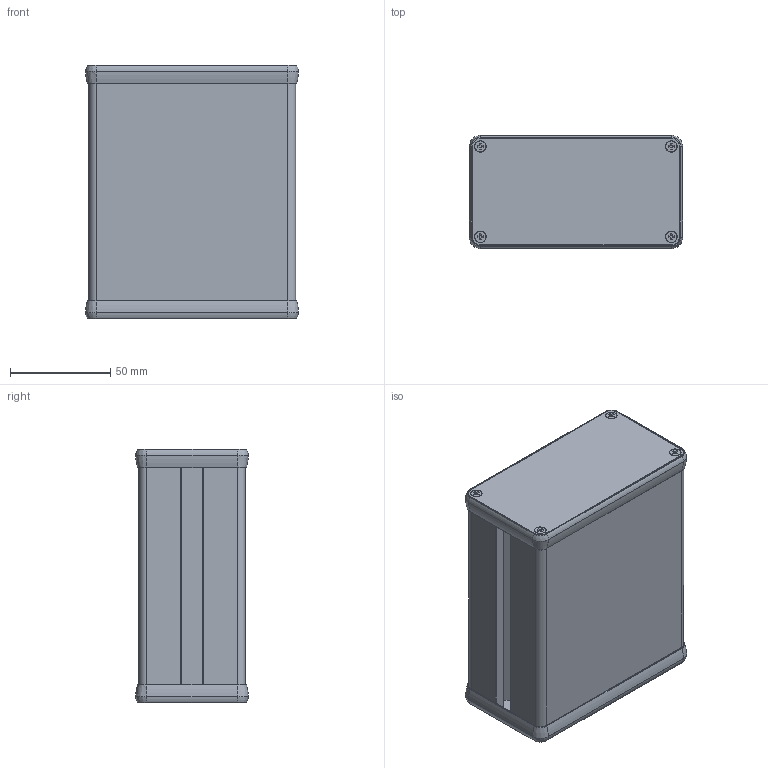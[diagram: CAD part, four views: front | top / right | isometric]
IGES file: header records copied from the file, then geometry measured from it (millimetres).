
Global section: file name: No Iges File Name specified; native system: Autodesk Inventor 2011; preprocessor: AutoDesk Inventor Iges Exporter R2011; author: tfoster; date: 20110218.120118; units: millimetre
Bounding box: 106.13 x 56.13 x 126 mm (x, y, z)
Volume: 144453.1 mm3; surface area: 133877.1 mm2
Topology: 13 solids, 13 shells, 538 faces, 1388 edges, 888 vertices
Faces by surface type: plane 188, bspline 136, cylinder 90, revolution 68, cone 32, torus 24
